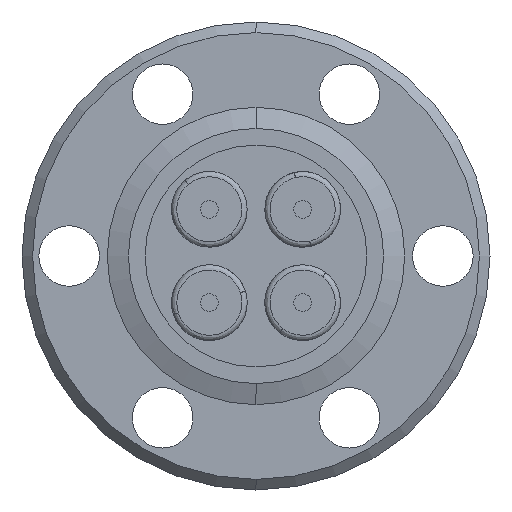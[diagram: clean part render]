
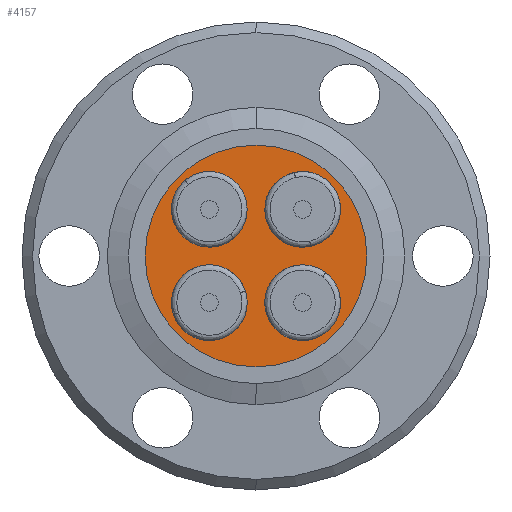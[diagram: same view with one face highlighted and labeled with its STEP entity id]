
A CAD part, front view. The second image highlights one B-rep face of the part: STEP entity #4157.
In plain terms, the highlighted planar face has unit normal (0, -1, 0).
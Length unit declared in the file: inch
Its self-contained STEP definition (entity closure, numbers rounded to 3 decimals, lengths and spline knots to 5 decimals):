
#78 = CARTESIAN_POINT ( 'NONE',  ( 0.13258, 0.08, -0.03908 ) ) ;
#79 = CARTESIAN_POINT ( 'NONE',  ( 0.13258, 0.08, -0.22608 ) ) ;
#88 = CARTESIAN_POINT ( 'NONE',  ( -0.13258, 0.08, 0.22608 ) ) ;
#94 = CARTESIAN_POINT ( 'NONE',  ( -0.13258, 0.08, 0.03908 ) ) ;
#109 = CARTESIAN_POINT ( 'NONE',  ( 0.13258, 0.08, 0.22608 ) ) ;
#110 = CARTESIAN_POINT ( 'NONE',  ( 0.13258, 0.08, 0.03908 ) ) ;
#119 = CARTESIAN_POINT ( 'NONE',  ( -0.13258, 0.08, -0.03908 ) ) ;
#127 = CARTESIAN_POINT ( 'NONE',  ( 0., 0.08, -0.3435 ) ) ;
#129 = CARTESIAN_POINT ( 'NONE',  ( 0., 0.08, 0.3435 ) ) ;
#133 = CARTESIAN_POINT ( 'NONE',  ( -0.13258, 0.08, -0.22608 ) ) ;
#301 = FACE_BOUND ( 'NONE', #2061, .T. ) ;
#303 = FACE_BOUND ( 'NONE', #2084, .T. ) ;
#305 = FACE_OUTER_BOUND ( 'NONE', #2075, .T. ) ;
#307 = FACE_BOUND ( 'NONE', #2082, .T. ) ;
#309 = FACE_BOUND ( 'NONE', #2080, .T. ) ;
#484 = CIRCLE ( 'NONE', #2581, 0.3435 ) ;
#485 = CIRCLE ( 'NONE', #3561, 0.0935 ) ;
#486 = CIRCLE ( 'NONE', #3573, 0.0935 ) ;
#487 = CIRCLE ( 'NONE', #3536, 0.0935 ) ;
#488 = CIRCLE ( 'NONE', #3455, 0.0935 ) ;
#817 = EDGE_CURVE ( 'NONE', #3858, #3859, #3644, .T. ) ;
#821 = EDGE_CURVE ( 'NONE', #3863, #3864, #3638, .T. ) ;
#826 = EDGE_CURVE ( 'NONE', #3867, #3868, #3631, .T. ) ;
#830 = EDGE_CURVE ( 'NONE', #3871, #3872, #3984, .T. ) ;
#834 = EDGE_CURVE ( 'NONE', #3875, #3876, #3668, .T. ) ;
#1056 = EDGE_CURVE ( 'NONE', #3876, #3875, #488, .T. ) ;
#1057 = EDGE_CURVE ( 'NONE', #3872, #3871, #487, .T. ) ;
#1058 = EDGE_CURVE ( 'NONE', #3868, #3867, #486, .T. ) ;
#1059 = EDGE_CURVE ( 'NONE', #3864, #3863, #485, .T. ) ;
#1060 = EDGE_CURVE ( 'NONE', #3859, #3858, #484, .T. ) ;
#1421 = ORIENTED_EDGE ( 'NONE', *, *, #1059, .F. ) ;
#1422 = ORIENTED_EDGE ( 'NONE', *, *, #821, .F. ) ;
#1423 = ORIENTED_EDGE ( 'NONE', *, *, #1058, .F. ) ;
#1424 = ORIENTED_EDGE ( 'NONE', *, *, #826, .F. ) ;
#1425 = ORIENTED_EDGE ( 'NONE', *, *, #817, .T. ) ;
#1426 = ORIENTED_EDGE ( 'NONE', *, *, #1060, .T. ) ;
#1427 = ORIENTED_EDGE ( 'NONE', *, *, #1057, .F. ) ;
#1428 = ORIENTED_EDGE ( 'NONE', *, *, #830, .F. ) ;
#1429 = ORIENTED_EDGE ( 'NONE', *, *, #1056, .F. ) ;
#1430 = ORIENTED_EDGE ( 'NONE', *, *, #834, .F. ) ;
#2061 = EDGE_LOOP ( 'NONE', ( #1423, #1424 ) ) ;
#2075 = EDGE_LOOP ( 'NONE', ( #1425, #1426 ) ) ;
#2080 = EDGE_LOOP ( 'NONE', ( #1421, #1422 ) ) ;
#2082 = EDGE_LOOP ( 'NONE', ( #1427, #1428 ) ) ;
#2084 = EDGE_LOOP ( 'NONE', ( #1429, #1430 ) ) ;
#2189 = CARTESIAN_POINT ( 'NONE',  ( -0.13258, 0.08, 0.13258 ) ) ;
#2191 = DIRECTION ( 'NONE',  ( 0., 0., 1. ) ) ;
#2192 = DIRECTION ( 'NONE',  ( 0., -1., 0. ) ) ;
#2193 = CARTESIAN_POINT ( 'NONE',  ( 0.13258, 0.08, -0.13258 ) ) ;
#2453 = AXIS2_PLACEMENT_3D ( 'NONE', #4567, #4573, #4565 ) ;
#2581 = AXIS2_PLACEMENT_3D ( 'NONE', #2759, #2743, #2755 ) ;
#2743 = DIRECTION ( 'NONE',  ( 0., -1., 0. ) ) ;
#2755 = DIRECTION ( 'NONE',  ( 0., 0., 1. ) ) ;
#2759 = CARTESIAN_POINT ( 'NONE',  ( 0., 0.08, 0. ) ) ;
#2761 = DIRECTION ( 'NONE',  ( 0., 0., 1. ) ) ;
#2762 = CARTESIAN_POINT ( 'NONE',  ( -0.13258, 0.08, -0.13258 ) ) ;
#2764 = DIRECTION ( 'NONE',  ( 0., -1., 0. ) ) ;
#2765 = DIRECTION ( 'NONE',  ( 0., -1., 0. ) ) ;
#2769 = DIRECTION ( 'NONE',  ( 0., 0., 1. ) ) ;
#2770 = CARTESIAN_POINT ( 'NONE',  ( 0.13258, 0.08, 0.13258 ) ) ;
#2771 = DIRECTION ( 'NONE',  ( 0., 0., 1. ) ) ;
#2777 = DIRECTION ( 'NONE',  ( 0., -1., 0. ) ) ;
#3453 = AXIS2_PLACEMENT_3D ( 'NONE', #4286, #4285, #4284 ) ;
#3455 = AXIS2_PLACEMENT_3D ( 'NONE', #2193, #2192, #2191 ) ;
#3536 = AXIS2_PLACEMENT_3D ( 'NONE', #2189, #2777, #2771 ) ;
#3561 = AXIS2_PLACEMENT_3D ( 'NONE', #2762, #2764, #2761 ) ;
#3564 = AXIS2_PLACEMENT_3D ( 'NONE', #4273, #4271, #4270 ) ;
#3573 = AXIS2_PLACEMENT_3D ( 'NONE', #2770, #2765, #2769 ) ;
#3579 = AXIS2_PLACEMENT_3D ( 'NONE', #4240, #4239, #4238 ) ;
#3590 = AXIS2_PLACEMENT_3D ( 'NONE', #4253, #4252, #4251 ) ;
#3595 = AXIS2_PLACEMENT_3D ( 'NONE', #4226, #4224, #4223 ) ;
#3631 = CIRCLE ( 'NONE', #3590, 0.0935 ) ;
#3638 = CIRCLE ( 'NONE', #3564, 0.0935 ) ;
#3644 = CIRCLE ( 'NONE', #3453, 0.3435 ) ;
#3668 = CIRCLE ( 'NONE', #3595, 0.0935 ) ;
#3858 = VERTEX_POINT ( 'NONE', #129 ) ;
#3859 = VERTEX_POINT ( 'NONE', #127 ) ;
#3863 = VERTEX_POINT ( 'NONE', #133 ) ;
#3864 = VERTEX_POINT ( 'NONE', #119 ) ;
#3867 = VERTEX_POINT ( 'NONE', #110 ) ;
#3868 = VERTEX_POINT ( 'NONE', #109 ) ;
#3871 = VERTEX_POINT ( 'NONE', #94 ) ;
#3872 = VERTEX_POINT ( 'NONE', #88 ) ;
#3875 = VERTEX_POINT ( 'NONE', #79 ) ;
#3876 = VERTEX_POINT ( 'NONE', #78 ) ;
#3984 = CIRCLE ( 'NONE', #3579, 0.0935 ) ;
#4157 = ADVANCED_FACE ( 'NONE', ( #309, #301, #305, #307, #303 ), #4569, .F. ) ;
#4223 = DIRECTION ( 'NONE',  ( 0., 0., 1. ) ) ;
#4224 = DIRECTION ( 'NONE',  ( 0., -1., 0. ) ) ;
#4226 = CARTESIAN_POINT ( 'NONE',  ( 0.13258, 0.08, -0.13258 ) ) ;
#4238 = DIRECTION ( 'NONE',  ( 0., 0., 1. ) ) ;
#4239 = DIRECTION ( 'NONE',  ( 0., -1., 0. ) ) ;
#4240 = CARTESIAN_POINT ( 'NONE',  ( -0.13258, 0.08, 0.13258 ) ) ;
#4251 = DIRECTION ( 'NONE',  ( 0., 0., 1. ) ) ;
#4252 = DIRECTION ( 'NONE',  ( 0., -1., 0. ) ) ;
#4253 = CARTESIAN_POINT ( 'NONE',  ( 0.13258, 0.08, 0.13258 ) ) ;
#4270 = DIRECTION ( 'NONE',  ( 0., 0., 1. ) ) ;
#4271 = DIRECTION ( 'NONE',  ( 0., -1., 0. ) ) ;
#4273 = CARTESIAN_POINT ( 'NONE',  ( -0.13258, 0.08, -0.13258 ) ) ;
#4284 = DIRECTION ( 'NONE',  ( 0., 0., 1. ) ) ;
#4285 = DIRECTION ( 'NONE',  ( 0., -1., 0. ) ) ;
#4286 = CARTESIAN_POINT ( 'NONE',  ( 0., 0.08, 0. ) ) ;
#4565 = DIRECTION ( 'NONE',  ( 0., 0., 1. ) ) ;
#4567 = CARTESIAN_POINT ( 'NONE',  ( 0., 0.08, 0. ) ) ;
#4569 = PLANE ( 'NONE',  #2453 ) ;
#4573 = DIRECTION ( 'NONE',  ( 0., 1., 0. ) ) ;
